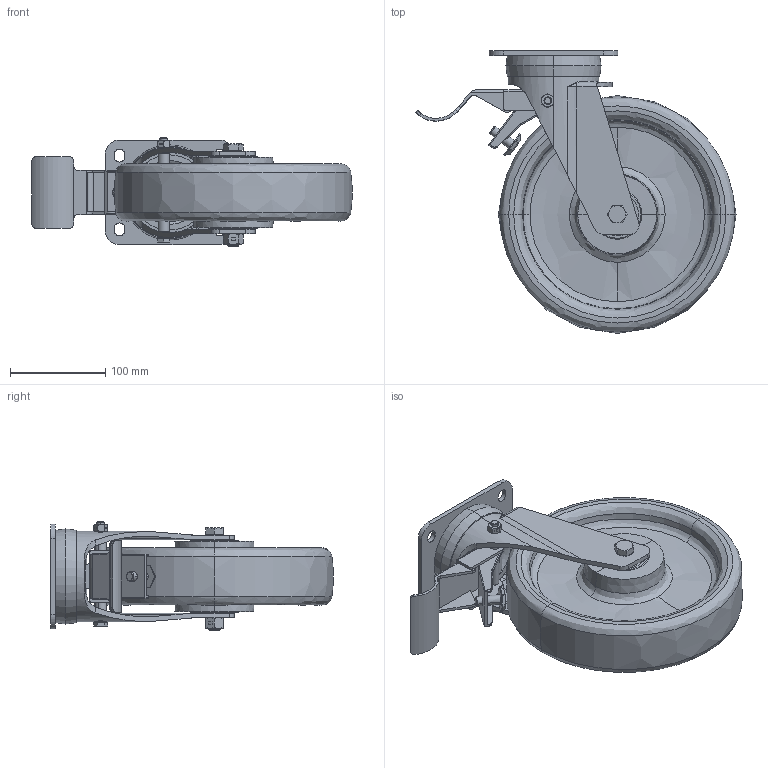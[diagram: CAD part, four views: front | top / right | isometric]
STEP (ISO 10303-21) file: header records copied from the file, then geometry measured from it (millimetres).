
FILE_DESCRIPTION (( 'STEP AP214' ), '1' );
FILE_NAME ('0020328WI_L-IM-TPKH-250-K-3-DSV.STEP', '2016-11-14T12:17:46', ( '' ), ( '' ), 'SwSTEP 2.0', 'SolidWorks 2016', '' );
FILE_SCHEMA (( 'AUTOMOTIVE_DESIGN' ));
Length unit declared in the file: millimetre
Products named in the file (1): 0020328WI_L-IM-TPKH-250-K-3-DSV
Bounding box: 336.32 x 296.81 x 114 mm (x, y, z)
Volume: 2278305.5 mm3; surface area: 502466.8 mm2
Topology: 23 solids, 23 shells, 777 faces, 1884 edges, 1160 vertices
Faces by surface type: plane 287, cylinder 246, bspline 95, cone 78, torus 62, sphere 9
Entity records: 35775 total; most frequent: CARTESIAN_POINT 9132, DIRECTION 3768, ORIENTED_EDGE 3760, EDGE_CURVE 1880, AXIS2_PLACEMENT_3D 1504, VERTEX_POINT 1160, EDGE_LOOP 874, CIRCLE 821
